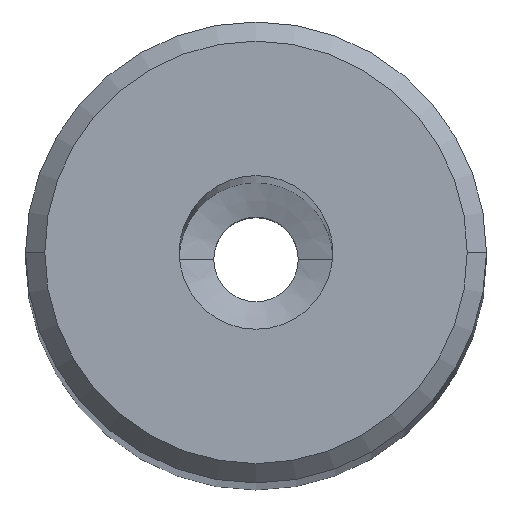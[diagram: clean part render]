
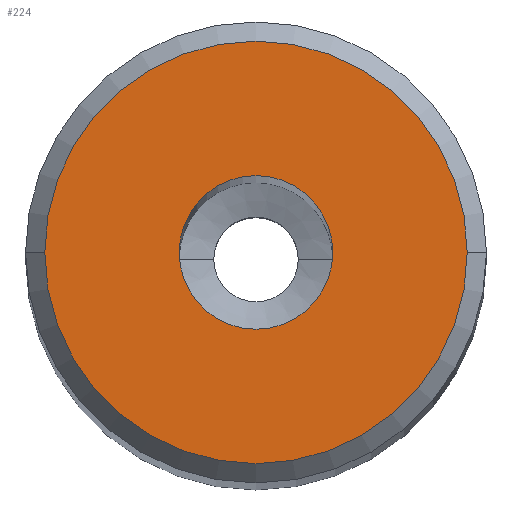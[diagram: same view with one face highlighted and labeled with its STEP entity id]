
A CAD part, top view. The second image highlights one B-rep face of the part: STEP entity #224.
In plain terms, the highlighted planar face has unit normal (0, 0, 1).
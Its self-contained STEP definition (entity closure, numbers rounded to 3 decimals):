
#108=VERTEX_POINT('NONE',#284);
#132=VERTEX_POINT('NONE',#312);
#140=EDGE_CURVE('NONE',#254,#132,#322,.T.);
#154=EDGE_CURVE('NONE',#192,#108,#337,.T.);
#192=VERTEX_POINT('NONE',#378);
#204=EDGE_CURVE('NONE',#108,#192,#391,.T.);
#224=ADVANCED_FACE('NONE',(#414,#415),#416,.F.);
#254=VERTEX_POINT('NONE',#452);
#262=EDGE_CURVE('NONE',#132,#254,#460,.T.);
#284=CARTESIAN_POINT('',(-2.0,0.,107.0));
#312=CARTESIAN_POINT('',(-5.5,0.0,107.0));
#322=CIRCLE('',#518,5.5);
#337=CIRCLE('',#539,2.0);
#378=CARTESIAN_POINT('',(2.0,0.0,107.0));
#391=CIRCLE('',#610,2.0);
#414=FACE_OUTER_BOUND('',#644,.T.);
#415=FACE_BOUND('',#645,.T.);
#416=PLANE('',#646);
#452=CARTESIAN_POINT('',(5.5,0.,107.0));
#460=CIRCLE('',#701,5.5);
#518=AXIS2_PLACEMENT_3D('',#762,#763,#764);
#539=AXIS2_PLACEMENT_3D('',#778,#779,#780);
#610=AXIS2_PLACEMENT_3D('',#845,#846,#847);
#644=EDGE_LOOP('',(#873,#874));
#645=EDGE_LOOP('',(#875,#876));
#646=AXIS2_PLACEMENT_3D('',#877,#878,#879);
#701=AXIS2_PLACEMENT_3D('',#935,#936,#937);
#762=CARTESIAN_POINT('',(0.0,0.0,107.0));
#763=DIRECTION('',(0.0,0.0,1.0));
#764=DIRECTION('',(-1.0,0.0,0.0));
#778=CARTESIAN_POINT('',(0.0,0.0,107.0));
#779=DIRECTION('',(0.0,0.0,1.0));
#780=DIRECTION('',(1.0,0.0,0.0));
#845=CARTESIAN_POINT('',(0.0,0.0,107.0));
#846=DIRECTION('',(0.0,0.0,1.0));
#847=DIRECTION('',(1.0,0.0,0.0));
#873=ORIENTED_EDGE('',*,*,#262,.T.);
#874=ORIENTED_EDGE('',*,*,#140,.T.);
#875=ORIENTED_EDGE('',*,*,#154,.F.);
#876=ORIENTED_EDGE('',*,*,#204,.F.);
#877=CARTESIAN_POINT('',(0.0,6.,107.0));
#878=DIRECTION('',(0.0,0.0,-1.0));
#879=DIRECTION('',(0.0,1.0,0.0));
#935=CARTESIAN_POINT('',(0.0,0.0,107.0));
#936=DIRECTION('',(0.0,0.0,1.0));
#937=DIRECTION('',(-1.0,0.0,0.0));
